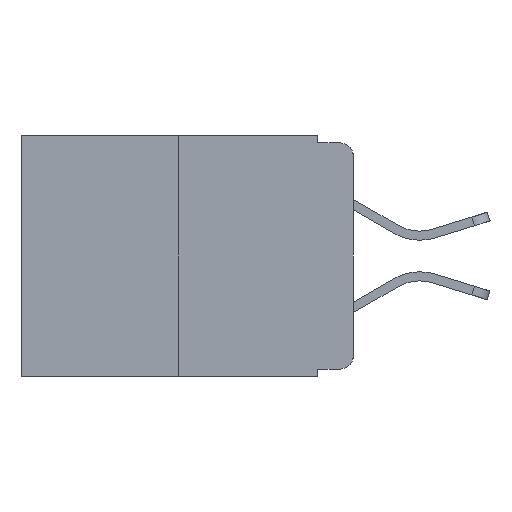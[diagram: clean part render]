
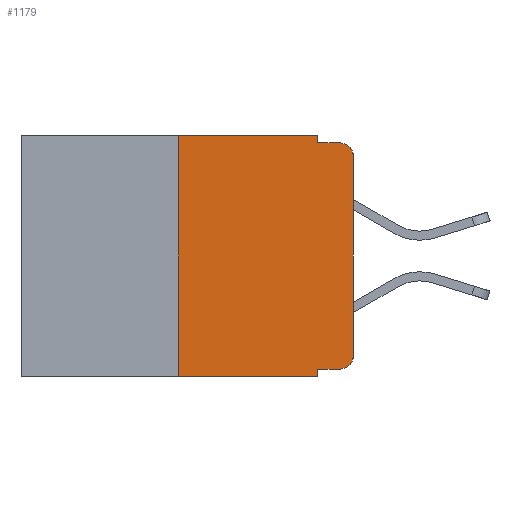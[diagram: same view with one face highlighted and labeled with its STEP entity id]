
A CAD part, left-side view. The second image highlights one B-rep face of the part: STEP entity #1179.
In plain terms, the highlighted planar face has unit normal (-1, 0, 0).
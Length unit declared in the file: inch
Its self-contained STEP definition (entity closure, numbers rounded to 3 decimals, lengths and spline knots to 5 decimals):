
#145 = VERTEX_POINT ( 'NONE', #8303 ) ;
#424 = CARTESIAN_POINT ( 'NONE',  ( 0., 0.051, -0.343 ) ) ;
#437 = VECTOR ( 'NONE', #4434, 39.37008 ) ;
#573 = DIRECTION ( 'NONE',  ( 0., -1., 0. ) ) ;
#729 = CARTESIAN_POINT ( 'NONE',  ( 0., 0., 0. ) ) ;
#775 = DIRECTION ( 'NONE',  ( 0., 0., -1. ) ) ;
#819 = DIRECTION ( 'NONE',  ( 0., -1., 0. ) ) ;
#909 = CARTESIAN_POINT ( 'NONE',  ( 0., 0.051, -0.01 ) ) ;
#1025 = VECTOR ( 'NONE', #9894, 39.37008 ) ;
#1042 = VERTEX_POINT ( 'NONE', #3092 ) ;
#1084 = VERTEX_POINT ( 'NONE', #3192 ) ;
#1179 = ADVANCED_FACE ( 'NONE', ( #5887 ), #3766, .F. ) ;
#1749 = CARTESIAN_POINT ( 'NONE',  ( 0., 0.473, 0. ) ) ;
#1968 = ORIENTED_EDGE ( 'NONE', *, *, #5916, .T. ) ;
#1998 = DIRECTION ( 'NONE',  ( 1., 0., 0. ) ) ;
#2051 = VERTEX_POINT ( 'NONE', #9056 ) ;
#2675 = VERTEX_POINT ( 'NONE', #9472 ) ;
#2913 = DIRECTION ( 'NONE',  ( 0., 0., 1. ) ) ;
#3092 = CARTESIAN_POINT ( 'NONE',  ( 0., 0.051, 0. ) ) ;
#3192 = CARTESIAN_POINT ( 'NONE',  ( 0., 0.02, -0.333 ) ) ;
#3204 = DIRECTION ( 'NONE',  ( 0., 0., -1. ) ) ;
#3507 = LINE ( 'NONE', #7082, #8997 ) ;
#3592 = CARTESIAN_POINT ( 'NONE',  ( 0., 0.473, 0. ) ) ;
#3616 = ORIENTED_EDGE ( 'NONE', *, *, #5894, .F. ) ;
#3766 = PLANE ( 'NONE',  #5315 ) ;
#3781 = LINE ( 'NONE', #9401, #1025 ) ;
#3805 = ORIENTED_EDGE ( 'NONE', *, *, #5892, .F. ) ;
#3828 = DIRECTION ( 'NONE',  ( 0., -1., 0. ) ) ;
#4045 = LINE ( 'NONE', #729, #7845 ) ;
#4132 = ORIENTED_EDGE ( 'NONE', *, *, #7290, .F. ) ;
#4269 = ORIENTED_EDGE ( 'NONE', *, *, #7000, .F. ) ;
#4296 = CIRCLE ( 'NONE', #4635, 0.02 ) ;
#4434 = DIRECTION ( 'NONE',  ( 0., -1., 0. ) ) ;
#4497 = CARTESIAN_POINT ( 'NONE',  ( 0., 0.473, -0.343 ) ) ;
#4611 = ORIENTED_EDGE ( 'NONE', *, *, #5875, .F. ) ;
#4635 = AXIS2_PLACEMENT_3D ( 'NONE', #9875, #6286, #775 ) ;
#4713 = DIRECTION ( 'NONE',  ( 0., 0., 1. ) ) ;
#4753 = DIRECTION ( 'NONE',  ( -1., 0., 0. ) ) ;
#4761 = ORIENTED_EDGE ( 'NONE', *, *, #5917, .T. ) ;
#4984 = VERTEX_POINT ( 'NONE', #424 ) ;
#5166 = AXIS2_PLACEMENT_3D ( 'NONE', #8893, #4753, #9416 ) ;
#5186 = VERTEX_POINT ( 'NONE', #5389 ) ;
#5226 = LINE ( 'NONE', #8409, #6834 ) ;
#5315 = AXIS2_PLACEMENT_3D ( 'NONE', #1749, #1998, #9835 ) ;
#5389 = CARTESIAN_POINT ( 'NONE',  ( 0., 0.02, -0.01 ) ) ;
#5468 = LINE ( 'NONE', #3592, #437 ) ;
#5479 = CARTESIAN_POINT ( 'NONE',  ( 0., 0.051, -0.01 ) ) ;
#5490 = ORIENTED_EDGE ( 'NONE', *, *, #5735, .T. ) ;
#5580 = VECTOR ( 'NONE', #573, 39.37008 ) ;
#5584 = ORIENTED_EDGE ( 'NONE', *, *, #5863, .T. ) ;
#5710 = CIRCLE ( 'NONE', #5166, 0.02 ) ;
#5730 = EDGE_LOOP ( 'NONE', ( #5915, #5584, #4611, #4269, #4132, #3805, #5490, #3616, #1968, #4761 ) ) ;
#5735 = EDGE_CURVE ( 'NONE', #2051, #4984, #7763, .T. ) ;
#5851 = EDGE_CURVE ( 'NONE', #2675, #7678, #4045, .T. ) ;
#5863 = EDGE_CURVE ( 'NONE', #7678, #5186, #4296, .T. ) ;
#5875 = EDGE_CURVE ( 'NONE', #7704, #5186, #9163, .T. ) ;
#5887 = FACE_OUTER_BOUND ( 'NONE', #5730, .T. ) ;
#5892 = EDGE_CURVE ( 'NONE', #2051, #145, #5955, .T. ) ;
#5894 = EDGE_CURVE ( 'NONE', #6707, #4984, #3781, .T. ) ;
#5915 = ORIENTED_EDGE ( 'NONE', *, *, #5851, .T. ) ;
#5916 = EDGE_CURVE ( 'NONE', #6707, #1084, #3507, .T. ) ;
#5917 = EDGE_CURVE ( 'NONE', #1084, #2675, #5710, .T. ) ;
#5955 = LINE ( 'NONE', #7046, #9333 ) ;
#6286 = DIRECTION ( 'NONE',  ( -1., 0., 0. ) ) ;
#6707 = VERTEX_POINT ( 'NONE', #9654 ) ;
#6834 = VECTOR ( 'NONE', #3204, 39.37008 ) ;
#7000 = EDGE_CURVE ( 'NONE', #1042, #7704, #5226, .T. ) ;
#7046 = CARTESIAN_POINT ( 'NONE',  ( 0., 0.25, 0. ) ) ;
#7082 = CARTESIAN_POINT ( 'NONE',  ( 0., 0.051, -0.333 ) ) ;
#7290 = EDGE_CURVE ( 'NONE', #145, #1042, #5468, .T. ) ;
#7671 = VECTOR ( 'NONE', #3828, 39.37008 ) ;
#7678 = VERTEX_POINT ( 'NONE', #8356 ) ;
#7704 = VERTEX_POINT ( 'NONE', #909 ) ;
#7763 = LINE ( 'NONE', #4497, #5580 ) ;
#7845 = VECTOR ( 'NONE', #2913, 39.37008 ) ;
#8303 = CARTESIAN_POINT ( 'NONE',  ( 0., 0.25, 0. ) ) ;
#8356 = CARTESIAN_POINT ( 'NONE',  ( 0., 0., -0.03 ) ) ;
#8409 = CARTESIAN_POINT ( 'NONE',  ( 0., 0.051, 0. ) ) ;
#8893 = CARTESIAN_POINT ( 'NONE',  ( 0., 0.02, -0.313 ) ) ;
#8997 = VECTOR ( 'NONE', #819, 39.37008 ) ;
#9056 = CARTESIAN_POINT ( 'NONE',  ( 0., 0.25, -0.343 ) ) ;
#9163 = LINE ( 'NONE', #5479, #7671 ) ;
#9333 = VECTOR ( 'NONE', #4713, 39.37008 ) ;
#9401 = CARTESIAN_POINT ( 'NONE',  ( 0., 0.051, 0. ) ) ;
#9416 = DIRECTION ( 'NONE',  ( 0., 0., -1. ) ) ;
#9472 = CARTESIAN_POINT ( 'NONE',  ( 0., 0., -0.313 ) ) ;
#9654 = CARTESIAN_POINT ( 'NONE',  ( 0., 0.051, -0.333 ) ) ;
#9835 = DIRECTION ( 'NONE',  ( 0., 0., -1. ) ) ;
#9875 = CARTESIAN_POINT ( 'NONE',  ( 0., 0.02, -0.03 ) ) ;
#9894 = DIRECTION ( 'NONE',  ( 0., 0., -1. ) ) ;
